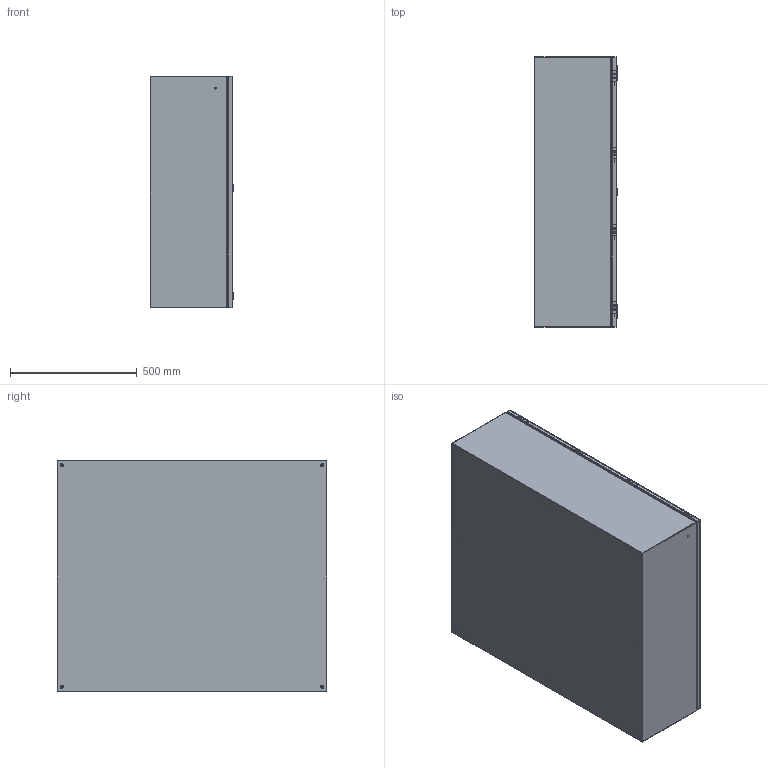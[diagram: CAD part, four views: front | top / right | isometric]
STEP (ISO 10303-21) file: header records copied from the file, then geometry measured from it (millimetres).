
FILE_DESCRIPTION (( 'STEP AP214' ), '1' );
FILE_NAME ('EN4SD423612SSR.STEP', '2019-10-10T20:16:44', ( '' ), ( '' ), 'SwSTEP 2.0', 'SolidWorks 2018', '' );
FILE_SCHEMA (( 'AUTOMOTIVE_DESIGN' ));
Length unit declared in the file: inch
Products named in the file (1): EN4SD423612SSR
Bounding box: 330.25 x 1066.8 x 914.4 mm (x, y, z)
Volume: 6609668.5 mm3; surface area: 7334849.7 mm2
Topology: 66 solids, 67 shells, 1714 faces, 4112 edges, 2599 vertices
Faces by surface type: plane 896, cylinder 545, bspline 181, torus 50, cone 42
Entity records: 77891 total; most frequent: CARTESIAN_POINT 15312, ORIENTED_EDGE 8170, DIRECTION 8152, EDGE_CURVE 4085, AXIS2_PLACEMENT_3D 2845, VERTEX_POINT 2599, LINE 2462, VECTOR 2462
